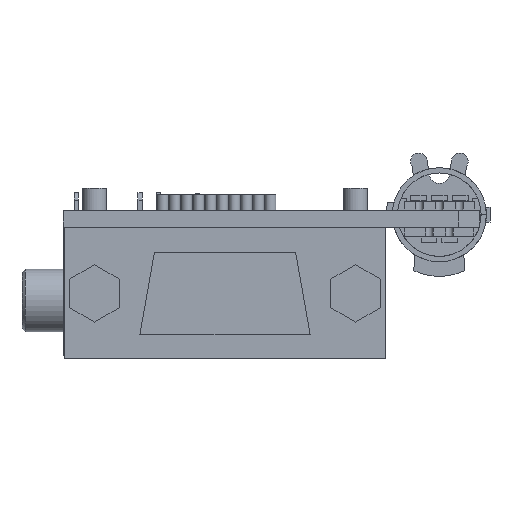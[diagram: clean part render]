
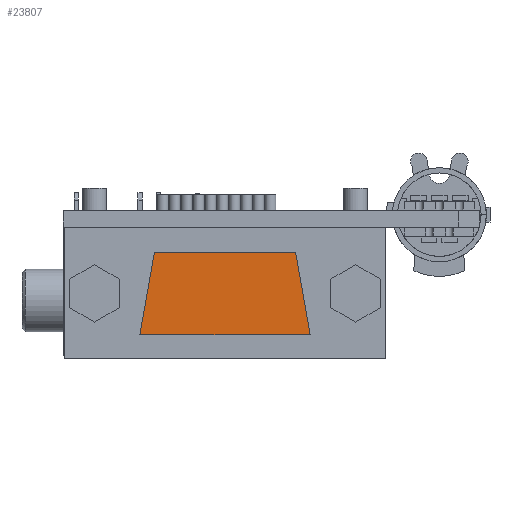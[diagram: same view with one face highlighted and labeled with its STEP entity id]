
A CAD part, front view. The second image highlights one B-rep face of the part: STEP entity #23807.
In plain terms, the highlighted planar face has unit normal (0, -1, 0).
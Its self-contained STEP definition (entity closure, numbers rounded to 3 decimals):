
#23513 = PLANE('',#23514);
#23514 = AXIS2_PLACEMENT_3D('',#23515,#23516,#23517);
#23515 = CARTESIAN_POINT('',(7.25,0.,10.225));
#23516 = DIRECTION('',(-0.985,0.,-0.174));
#23517 = DIRECTION('',(0.174,0.,-0.985));
#23533 = VERTEX_POINT('',#23534);
#23534 = CARTESIAN_POINT('',(8.643,-6.,2.325));
#23548 = PLANE('',#23549);
#23549 = AXIS2_PLACEMENT_3D('',#23550,#23551,#23552);
#23550 = CARTESIAN_POINT('',(8.643,0.,2.325));
#23551 = DIRECTION('',(0.,0.,-1.));
#23552 = DIRECTION('',(1.,0.,0.));
#23560 = EDGE_CURVE('',#23561,#23533,#23563,.T.);
#23561 = VERTEX_POINT('',#23562);
#23562 = CARTESIAN_POINT('',(7.25,-6.,10.225));
#23563 = SURFACE_CURVE('',#23564,(#23568,#23575),.PCURVE_S1.);
#23564 = LINE('',#23565,#23566);
#23565 = CARTESIAN_POINT('',(8.643,-6.,2.325));
#23566 = VECTOR('',#23567,1.);
#23567 = DIRECTION('',(0.174,0.,-0.985));
#23568 = PCURVE('',#23513,#23569);
#23569 = DEFINITIONAL_REPRESENTATION('',(#23570),#23574);
#23570 = LINE('',#23571,#23572);
#23571 = CARTESIAN_POINT('',(8.022,6.));
#23572 = VECTOR('',#23573,1.);
#23573 = DIRECTION('',(1.,0.));
#23574 = ( GEOMETRIC_REPRESENTATION_CONTEXT(2) 
PARAMETRIC_REPRESENTATION_CONTEXT() REPRESENTATION_CONTEXT('2D SPACE',''
  ) );
#23575 = PCURVE('',#23576,#23581);
#23576 = PLANE('',#23577);
#23577 = AXIS2_PLACEMENT_3D('',#23578,#23579,#23580);
#23578 = CARTESIAN_POINT('',(15.4,-6.,6.275));
#23579 = DIRECTION('',(0.,-1.,0.));
#23580 = DIRECTION('',(0.,0.,-1.));
#23581 = DEFINITIONAL_REPRESENTATION('',(#23582),#23586);
#23582 = LINE('',#23583,#23584);
#23583 = CARTESIAN_POINT('',(3.95,-6.757));
#23584 = VECTOR('',#23585,1.);
#23585 = DIRECTION('',(0.985,0.174));
#23586 = ( GEOMETRIC_REPRESENTATION_CONTEXT(2) 
PARAMETRIC_REPRESENTATION_CONTEXT() REPRESENTATION_CONTEXT('2D SPACE',''
  ) );
#23602 = PLANE('',#23603);
#23603 = AXIS2_PLACEMENT_3D('',#23604,#23605,#23606);
#23604 = CARTESIAN_POINT('',(23.55,0.,10.225));
#23605 = DIRECTION('',(0.,0.,1.));
#23606 = DIRECTION('',(-1.,0.,0.));
#23641 = EDGE_CURVE('',#23642,#23561,#23644,.T.);
#23642 = VERTEX_POINT('',#23643);
#23643 = CARTESIAN_POINT('',(23.55,-6.,10.225));
#23644 = SURFACE_CURVE('',#23645,(#23649,#23656),.PCURVE_S1.);
#23645 = LINE('',#23646,#23647);
#23646 = CARTESIAN_POINT('',(7.25,-6.,10.225));
#23647 = VECTOR('',#23648,1.);
#23648 = DIRECTION('',(-1.,0.,0.));
#23649 = PCURVE('',#23602,#23650);
#23650 = DEFINITIONAL_REPRESENTATION('',(#23651),#23655);
#23651 = LINE('',#23652,#23653);
#23652 = CARTESIAN_POINT('',(16.3,6.));
#23653 = VECTOR('',#23654,1.);
#23654 = DIRECTION('',(1.,0.));
#23655 = ( GEOMETRIC_REPRESENTATION_CONTEXT(2) 
PARAMETRIC_REPRESENTATION_CONTEXT() REPRESENTATION_CONTEXT('2D SPACE',''
  ) );
#23656 = PCURVE('',#23576,#23657);
#23657 = DEFINITIONAL_REPRESENTATION('',(#23658),#23662);
#23658 = LINE('',#23659,#23660);
#23659 = CARTESIAN_POINT('',(-3.95,-8.15));
#23660 = VECTOR('',#23661,1.);
#23661 = DIRECTION('',(0.,-1.));
#23662 = ( GEOMETRIC_REPRESENTATION_CONTEXT(2) 
PARAMETRIC_REPRESENTATION_CONTEXT() REPRESENTATION_CONTEXT('2D SPACE',''
  ) );
#23678 = PLANE('',#23679);
#23679 = AXIS2_PLACEMENT_3D('',#23680,#23681,#23682);
#23680 = CARTESIAN_POINT('',(22.157,0.,2.325));
#23681 = DIRECTION('',(0.985,0.,-0.174));
#23682 = DIRECTION('',(0.174,0.,0.985));
#23717 = EDGE_CURVE('',#23718,#23642,#23720,.T.);
#23718 = VERTEX_POINT('',#23719);
#23719 = CARTESIAN_POINT('',(22.157,-6.,2.325));
#23720 = SURFACE_CURVE('',#23721,(#23725,#23732),.PCURVE_S1.);
#23721 = LINE('',#23722,#23723);
#23722 = CARTESIAN_POINT('',(23.55,-6.,10.225));
#23723 = VECTOR('',#23724,1.);
#23724 = DIRECTION('',(0.174,0.,0.985));
#23725 = PCURVE('',#23678,#23726);
#23726 = DEFINITIONAL_REPRESENTATION('',(#23727),#23731);
#23727 = LINE('',#23728,#23729);
#23728 = CARTESIAN_POINT('',(8.022,6.));
#23729 = VECTOR('',#23730,1.);
#23730 = DIRECTION('',(1.,0.));
#23731 = ( GEOMETRIC_REPRESENTATION_CONTEXT(2) 
PARAMETRIC_REPRESENTATION_CONTEXT() REPRESENTATION_CONTEXT('2D SPACE',''
  ) );
#23732 = PCURVE('',#23576,#23733);
#23733 = DEFINITIONAL_REPRESENTATION('',(#23734),#23738);
#23734 = LINE('',#23735,#23736);
#23735 = CARTESIAN_POINT('',(-3.95,8.15));
#23736 = VECTOR('',#23737,1.);
#23737 = DIRECTION('',(-0.985,0.174));
#23738 = ( GEOMETRIC_REPRESENTATION_CONTEXT(2) 
PARAMETRIC_REPRESENTATION_CONTEXT() REPRESENTATION_CONTEXT('2D SPACE',''
  ) );
#23786 = EDGE_CURVE('',#23533,#23718,#23787,.T.);
#23787 = SURFACE_CURVE('',#23788,(#23792,#23799),.PCURVE_S1.);
#23788 = LINE('',#23789,#23790);
#23789 = CARTESIAN_POINT('',(22.157,-6.,2.325));
#23790 = VECTOR('',#23791,1.);
#23791 = DIRECTION('',(1.,0.,0.));
#23792 = PCURVE('',#23548,#23793);
#23793 = DEFINITIONAL_REPRESENTATION('',(#23794),#23798);
#23794 = LINE('',#23795,#23796);
#23795 = CARTESIAN_POINT('',(13.514,6.));
#23796 = VECTOR('',#23797,1.);
#23797 = DIRECTION('',(1.,0.));
#23798 = ( GEOMETRIC_REPRESENTATION_CONTEXT(2) 
PARAMETRIC_REPRESENTATION_CONTEXT() REPRESENTATION_CONTEXT('2D SPACE',''
  ) );
#23799 = PCURVE('',#23576,#23800);
#23800 = DEFINITIONAL_REPRESENTATION('',(#23801),#23805);
#23801 = LINE('',#23802,#23803);
#23802 = CARTESIAN_POINT('',(3.95,6.757));
#23803 = VECTOR('',#23804,1.);
#23804 = DIRECTION('',(0.,1.));
#23805 = ( GEOMETRIC_REPRESENTATION_CONTEXT(2) 
PARAMETRIC_REPRESENTATION_CONTEXT() REPRESENTATION_CONTEXT('2D SPACE',''
  ) );
#23807 = ADVANCED_FACE('',(#23808),#23576,.T.);
#23808 = FACE_BOUND('',#23809,.T.);
#23809 = EDGE_LOOP('',(#23810,#23811,#23812,#23813));
#23810 = ORIENTED_EDGE('',*,*,#23786,.T.);
#23811 = ORIENTED_EDGE('',*,*,#23717,.T.);
#23812 = ORIENTED_EDGE('',*,*,#23641,.T.);
#23813 = ORIENTED_EDGE('',*,*,#23560,.T.);
